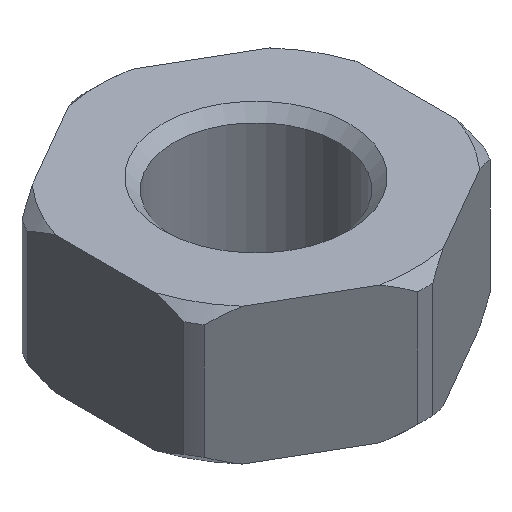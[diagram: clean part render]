
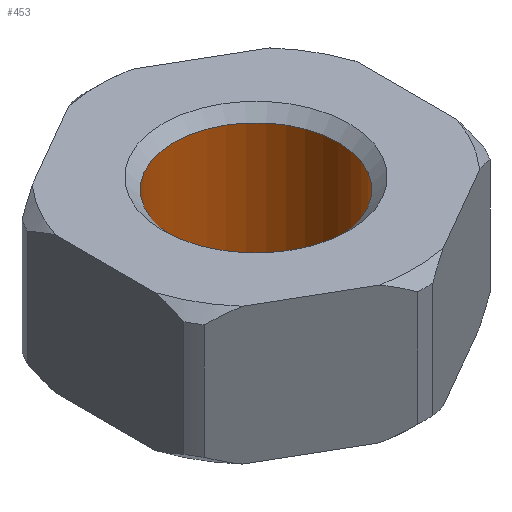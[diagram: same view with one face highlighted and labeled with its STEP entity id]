
A CAD part, isometric view. The second image highlights one B-rep face of the part: STEP entity #453.
In plain terms, the highlighted cylindrical face has radius 1.5 mm (diameter 3 mm), a full revolution.
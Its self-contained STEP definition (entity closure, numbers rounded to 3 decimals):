
#31 = CONICAL_SURFACE('',#32,1.7,0.785);
#32 = AXIS2_PLACEMENT_3D('',#33,#34,#35);
#33 = CARTESIAN_POINT('',(0.,0.,1.25));
#34 = DIRECTION('',(0.,0.,1.));
#35 = DIRECTION('',(1.,0.,0.));
#56 = VERTEX_POINT('',#57);
#57 = CARTESIAN_POINT('',(1.5,0.,1.05));
#78 = EDGE_CURVE('',#56,#56,#79,.T.);
#79 = SURFACE_CURVE('',#80,(#85,#92),.PCURVE_S1.);
#80 = CIRCLE('',#81,1.5);
#81 = AXIS2_PLACEMENT_3D('',#82,#83,#84);
#82 = CARTESIAN_POINT('',(0.,0.,1.05));
#83 = DIRECTION('',(0.,0.,-1.));
#84 = DIRECTION('',(1.,0.,0.));
#85 = PCURVE('',#31,#86);
#86 = DEFINITIONAL_REPRESENTATION('',(#87),#91);
#87 = LINE('',#88,#89);
#88 = CARTESIAN_POINT('',(-0.,-0.2));
#89 = VECTOR('',#90,1.);
#90 = DIRECTION('',(-1.,-0.));
#91 = ( GEOMETRIC_REPRESENTATION_CONTEXT(2) 
PARAMETRIC_REPRESENTATION_CONTEXT() REPRESENTATION_CONTEXT('2D SPACE',''
  ) );
#92 = PCURVE('',#93,#98);
#93 = CYLINDRICAL_SURFACE('',#94,1.5);
#94 = AXIS2_PLACEMENT_3D('',#95,#96,#97);
#95 = CARTESIAN_POINT('',(0.,0.,1.05));
#96 = DIRECTION('',(0.,0.,-1.));
#97 = DIRECTION('',(1.,0.,0.));
#98 = DEFINITIONAL_REPRESENTATION('',(#99),#103);
#99 = LINE('',#100,#101);
#100 = CARTESIAN_POINT('',(0.,0.));
#101 = VECTOR('',#102,1.);
#102 = DIRECTION('',(1.,0.));
#103 = ( GEOMETRIC_REPRESENTATION_CONTEXT(2) 
PARAMETRIC_REPRESENTATION_CONTEXT() REPRESENTATION_CONTEXT('2D SPACE',''
  ) );
#453 = ADVANCED_FACE('',(#454),#93,.F.);
#454 = FACE_BOUND('',#455,.F.);
#455 = EDGE_LOOP('',(#456,#457,#480,#507));
#456 = ORIENTED_EDGE('',*,*,#78,.T.);
#457 = ORIENTED_EDGE('',*,*,#458,.T.);
#458 = EDGE_CURVE('',#56,#459,#461,.T.);
#459 = VERTEX_POINT('',#460);
#460 = CARTESIAN_POINT('',(1.5,0.,-1.05));
#461 = SEAM_CURVE('',#462,(#466,#473),.PCURVE_S1.);
#462 = LINE('',#463,#464);
#463 = CARTESIAN_POINT('',(1.5,0.,1.05));
#464 = VECTOR('',#465,1.);
#465 = DIRECTION('',(0.,0.,-1.));
#466 = PCURVE('',#93,#467);
#467 = DEFINITIONAL_REPRESENTATION('',(#468),#472);
#468 = LINE('',#469,#470);
#469 = CARTESIAN_POINT('',(0.,0.));
#470 = VECTOR('',#471,1.);
#471 = DIRECTION('',(0.,1.));
#472 = ( GEOMETRIC_REPRESENTATION_CONTEXT(2) 
PARAMETRIC_REPRESENTATION_CONTEXT() REPRESENTATION_CONTEXT('2D SPACE',''
  ) );
#473 = PCURVE('',#93,#474);
#474 = DEFINITIONAL_REPRESENTATION('',(#475),#479);
#475 = LINE('',#476,#477);
#476 = CARTESIAN_POINT('',(6.283,0.));
#477 = VECTOR('',#478,1.);
#478 = DIRECTION('',(0.,1.));
#479 = ( GEOMETRIC_REPRESENTATION_CONTEXT(2) 
PARAMETRIC_REPRESENTATION_CONTEXT() REPRESENTATION_CONTEXT('2D SPACE',''
  ) );
#480 = ORIENTED_EDGE('',*,*,#481,.F.);
#481 = EDGE_CURVE('',#459,#459,#482,.T.);
#482 = SURFACE_CURVE('',#483,(#488,#495),.PCURVE_S1.);
#483 = CIRCLE('',#484,1.5);
#484 = AXIS2_PLACEMENT_3D('',#485,#486,#487);
#485 = CARTESIAN_POINT('',(0.,0.,-1.05));
#486 = DIRECTION('',(0.,0.,-1.));
#487 = DIRECTION('',(1.,0.,0.));
#488 = PCURVE('',#93,#489);
#489 = DEFINITIONAL_REPRESENTATION('',(#490),#494);
#490 = LINE('',#491,#492);
#491 = CARTESIAN_POINT('',(0.,2.1));
#492 = VECTOR('',#493,1.);
#493 = DIRECTION('',(1.,0.));
#494 = ( GEOMETRIC_REPRESENTATION_CONTEXT(2) 
PARAMETRIC_REPRESENTATION_CONTEXT() REPRESENTATION_CONTEXT('2D SPACE',''
  ) );
#495 = PCURVE('',#496,#501);
#496 = CONICAL_SURFACE('',#497,1.5,0.785);
#497 = AXIS2_PLACEMENT_3D('',#498,#499,#500);
#498 = CARTESIAN_POINT('',(0.,0.,-1.05));
#499 = DIRECTION('',(0.,0.,-1.));
#500 = DIRECTION('',(1.,0.,0.));
#501 = DEFINITIONAL_REPRESENTATION('',(#502),#506);
#502 = LINE('',#503,#504);
#503 = CARTESIAN_POINT('',(0.,0.));
#504 = VECTOR('',#505,1.);
#505 = DIRECTION('',(1.,0.));
#506 = ( GEOMETRIC_REPRESENTATION_CONTEXT(2) 
PARAMETRIC_REPRESENTATION_CONTEXT() REPRESENTATION_CONTEXT('2D SPACE',''
  ) );
#507 = ORIENTED_EDGE('',*,*,#458,.F.);
